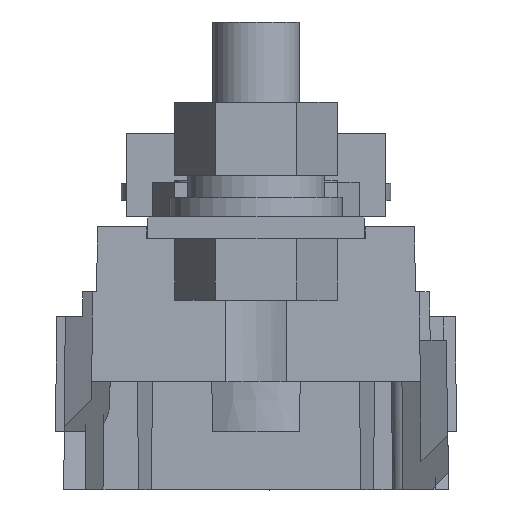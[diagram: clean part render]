
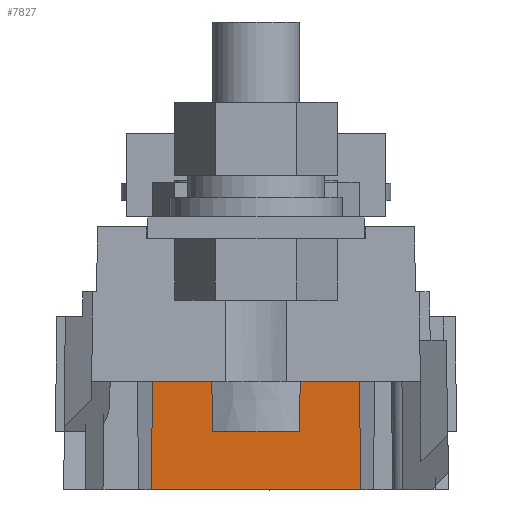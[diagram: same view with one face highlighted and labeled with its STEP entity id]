
A CAD part, front view. The second image highlights one B-rep face of the part: STEP entity #7827.
In plain terms, the highlighted planar face has unit normal (0, -1, -0.009).
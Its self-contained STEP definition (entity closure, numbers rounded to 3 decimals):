
#6953=FACE_OUTER_BOUND('',#10072,.T.);
#7827=ADVANCED_FACE('',(#6953),#8740,.F.);
#8740=PLANE('',#23903);
#10072=EDGE_LOOP('',(#11970,#11971,#11972,#11973,#11974,#11975,#11976,#11977));
#11002=B_SPLINE_CURVE_WITH_KNOTS('',3,(#30821,#30822,#30823,#30824,#30825,
#30826,#30827),.UNSPECIFIED.,.F.,.F.,(4,3,4),(0.,0.169,1.),
 .UNSPECIFIED.);
#11003=B_SPLINE_CURVE_WITH_KNOTS('',3,(#30831,#30832,#30833,#30834),
 .UNSPECIFIED.,.F.,.F.,(4,4),(0.,1.),.UNSPECIFIED.);
#11970=ORIENTED_EDGE('',*,*,#18179,.T.);
#11971=ORIENTED_EDGE('',*,*,#18180,.T.);
#11972=ORIENTED_EDGE('',*,*,#18181,.T.);
#11973=ORIENTED_EDGE('',*,*,#18182,.T.);
#11974=ORIENTED_EDGE('',*,*,#18183,.F.);
#11975=ORIENTED_EDGE('',*,*,#18184,.F.);
#11976=ORIENTED_EDGE('',*,*,#18185,.F.);
#11977=ORIENTED_EDGE('',*,*,#18186,.T.);
#16485=VERTEX_POINT('',#30806);
#16488=VERTEX_POINT('',#30812);
#16489=VERTEX_POINT('',#30816);
#16490=VERTEX_POINT('',#30818);
#16491=VERTEX_POINT('',#30820);
#16492=VERTEX_POINT('',#30828);
#16493=VERTEX_POINT('',#30830);
#16494=VERTEX_POINT('',#30835);
#18179=EDGE_CURVE('',#16485,#16488,#20443,.T.);
#18180=EDGE_CURVE('',#16488,#16489,#20444,.T.);
#18181=EDGE_CURVE('',#16489,#16490,#20445,.T.);
#18182=EDGE_CURVE('',#16490,#16491,#20446,.T.);
#18183=EDGE_CURVE('',#16492,#16491,#11002,.T.);
#18184=EDGE_CURVE('',#16493,#16492,#20447,.T.);
#18185=EDGE_CURVE('',#16494,#16493,#11003,.T.);
#18186=EDGE_CURVE('',#16494,#16485,#20448,.T.);
#20443=LINE('',#30813,#22255);
#20444=LINE('',#30815,#22256);
#20445=LINE('',#30817,#22257);
#20446=LINE('',#30819,#22258);
#20447=LINE('',#30829,#22259);
#20448=LINE('',#30836,#22260);
#22255=VECTOR('',#25805,1.);
#22256=VECTOR('',#25808,1.);
#22257=VECTOR('',#25809,1.);
#22258=VECTOR('',#25810,1.);
#22259=VECTOR('',#25811,1.);
#22260=VECTOR('',#25812,1.);
#23903=AXIS2_PLACEMENT_3D('',#30837,#25813,#25814);
#25805=DIRECTION('',(-0.009,0.009,-1.));
#25808=DIRECTION('',(1.,0.,0.));
#25809=DIRECTION('',(-0.009,-0.009,1.));
#25810=DIRECTION('',(-1.,0.,0.));
#25811=DIRECTION('',(1.,0.,0.));
#25812=DIRECTION('',(-1.,0.,0.));
#25813=DIRECTION('',(0.,1.,0.009));
#25814=DIRECTION('',(-1.,0.,0.));
#30806=CARTESIAN_POINT('',(8.974,40.376,14.2));
#30812=CARTESIAN_POINT('',(8.85,40.5,0.));
#30813=CARTESIAN_POINT('',(8.849,40.501,-0.17));
#30815=CARTESIAN_POINT('',(9.05,40.5,0.));
#30816=CARTESIAN_POINT('',(28.15,40.5,0.));
#30817=CARTESIAN_POINT('',(28.149,40.499,0.082));
#30818=CARTESIAN_POINT('',(28.026,40.376,14.2));
#30819=CARTESIAN_POINT('',(18.5,40.376,14.2));
#30820=CARTESIAN_POINT('',(22.668,40.376,14.2));
#30821=CARTESIAN_POINT('',(22.493,40.453,5.4));
#30822=CARTESIAN_POINT('',(22.503,40.449,5.895));
#30823=CARTESIAN_POINT('',(22.513,40.444,6.39));
#30824=CARTESIAN_POINT('',(22.523,40.44,6.885));
#30825=CARTESIAN_POINT('',(22.572,40.419,9.323));
#30826=CARTESIAN_POINT('',(22.62,40.397,11.762));
#30827=CARTESIAN_POINT('',(22.668,40.376,14.2));
#30828=CARTESIAN_POINT('',(22.493,40.453,5.4));
#30829=CARTESIAN_POINT('',(18.5,40.453,5.4));
#30830=CARTESIAN_POINT('',(14.507,40.453,5.4));
#30831=CARTESIAN_POINT('',(14.332,40.376,14.2));
#30832=CARTESIAN_POINT('',(14.39,40.402,11.267));
#30833=CARTESIAN_POINT('',(14.448,40.427,8.333));
#30834=CARTESIAN_POINT('',(14.507,40.453,5.4));
#30835=CARTESIAN_POINT('',(14.332,40.376,14.2));
#30836=CARTESIAN_POINT('',(18.5,40.376,14.2));
#30837=CARTESIAN_POINT('',(18.5,40.5,-0.002));
